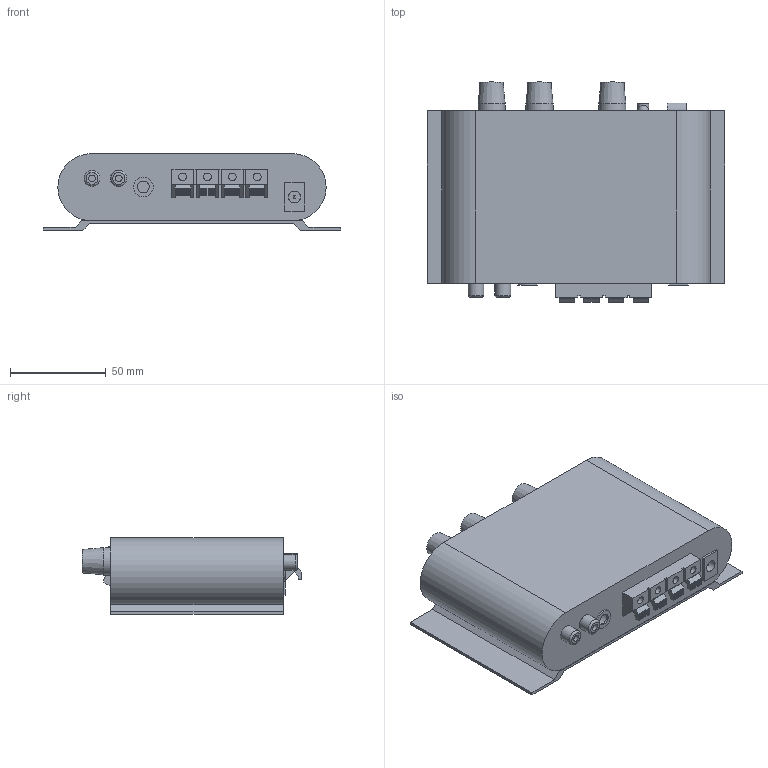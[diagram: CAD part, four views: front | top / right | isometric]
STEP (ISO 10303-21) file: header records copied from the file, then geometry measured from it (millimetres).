
FILE_DESCRIPTION(/* description */ (''),/* implementation_level */ '2;1');
FILE_NAME(/* name */ 'Pyle PFA330BT Amplifier.step',/* time_stamp */ '2023-03-25T17:03:47-04:00',/* author */ (''),/* organization */ (''),/* preprocessor_version */ 'ST-DEVELOPER v19.2',/* originating_system */ 'Autodesk Translation Framework v11.17.0.187',/* authorisation */ '');
FILE_SCHEMA (('AUTOMOTIVE_DESIGN { 1 0 10303 214 3 1 1 }'));
Length unit declared in the file: millimetre
Products named in the file (3): Adafruit 2354 7in TFT Touchscreen; Top Bezel; 100W Pyle BT Amp
Assembly tree (2 placements, depth 2):
  Adafruit 2354 7in TFT Touchscreen
    Top Bezel
    100W Pyle BT Amp
Bounding box: 155 x 114.77 x 40 mm (x, y, z)
Volume: 441066.4 mm3; surface area: 78575 mm2
Topology: 22 solids, 22 shells, 268 faces, 627 edges, 418 vertices
Faces by surface type: plane 226, cylinder 34, cone 4, sphere 2, torus 2
Full cylindrical faces by diameter (mm): 1.5 x1, 3.5 x2, 4 x4, 5.75 x3, 6 x1, 6.2 x2, 8.25 x4, 10.25 x2, 14.2 x6
Entity records: 7681 total; most frequent: CARTESIAN_POINT 1315, DIRECTION 1255, ORIENTED_EDGE 1248, EDGE_CURVE 624, LINE 539, VECTOR 539, VERTEX_POINT 418, AXIS2_PLACEMENT_3D 358
